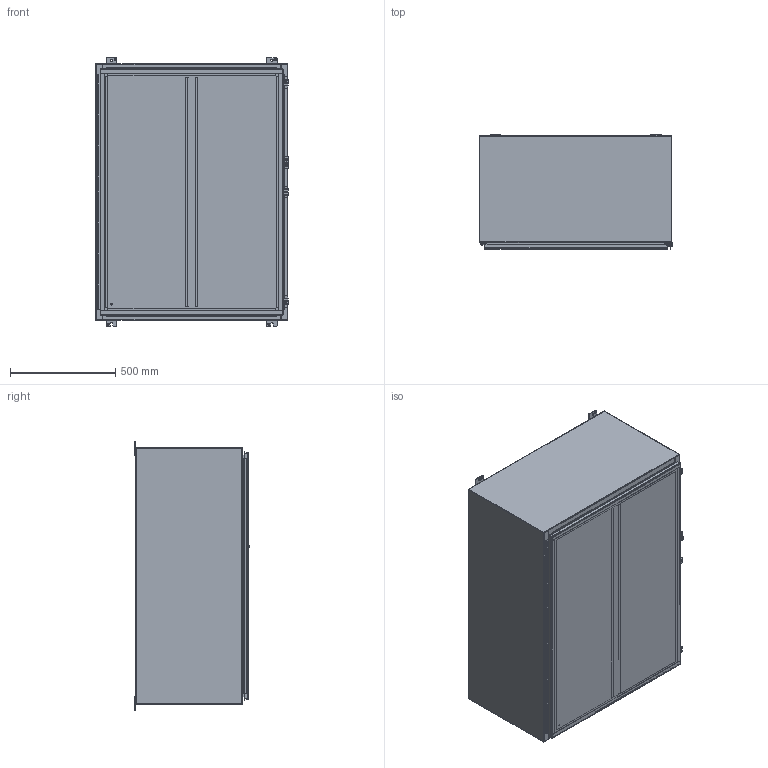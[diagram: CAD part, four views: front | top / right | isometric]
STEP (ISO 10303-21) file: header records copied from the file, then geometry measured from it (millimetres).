
FILE_DESCRIPTION (( 'STEP AP203' ), '1' );
FILE_NAME ('1418S20_Default.step', '2019-11-02T18:38:24', ( '' ), ( '' ), 'SwSTEP 2.0', 'SolidWorks 2019', '' );
FILE_SCHEMA (( 'CONFIG_CONTROL_DESIGN' ));
Length unit declared in the file: inch
Products named in the file (1): 1418S20_Default
Bounding box: 916.79 x 544.5 x 1276.35 mm (x, y, z)
Volume: 12008557.4 mm3; surface area: 12420995 mm2
Topology: 39 solids, 39 shells, 1475 faces, 3943 edges, 2586 vertices
Faces by surface type: plane 883, cylinder 522, bspline 54, cone 16
Entity records: 46788 total; most frequent: CARTESIAN_POINT 9263, ORIENTED_EDGE 7886, DIRECTION 7781, EDGE_CURVE 3943, LINE 2741, VECTOR 2741, VERTEX_POINT 2586, AXIS2_PLACEMENT_3D 2520
